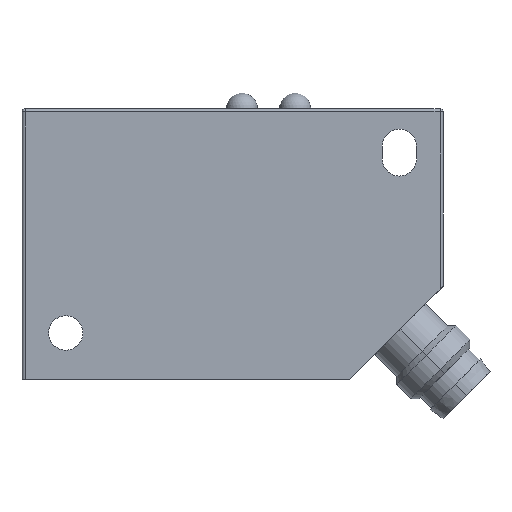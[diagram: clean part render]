
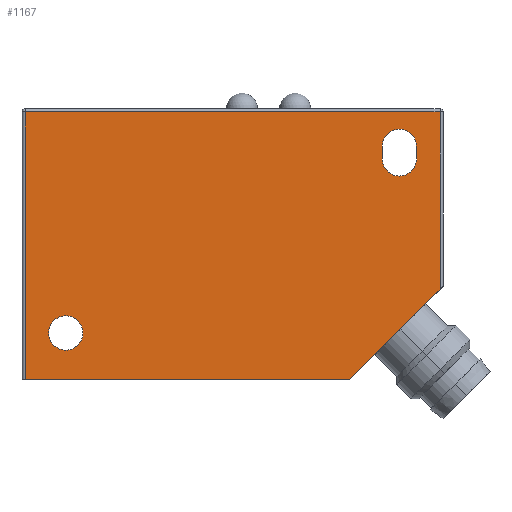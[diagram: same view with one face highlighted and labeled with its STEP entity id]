
A CAD part, left-side view. The second image highlights one B-rep face of the part: STEP entity #1167.
In plain terms, the highlighted planar face has unit normal (-1, 0, 0).
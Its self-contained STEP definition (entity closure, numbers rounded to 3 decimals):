
#15 = CARTESIAN_POINT ( 'NONE',  ( 0., -19.9, 0. ) ) ;
#59 = EDGE_CURVE ( 'NONE', #2472, #981, #2727, .T. ) ;
#113 = ORIENTED_EDGE ( 'NONE', *, *, #2046, .F. ) ;
#118 = CARTESIAN_POINT ( 'NONE',  ( 0., 16., -10.15 ) ) ;
#173 = EDGE_CURVE ( 'NONE', #3643, #1603, #3953, .T. ) ;
#177 = CARTESIAN_POINT ( 'NONE',  ( 0., -11.2, -13. ) ) ;
#198 = CIRCLE ( 'NONE', #3930, 1.65 ) ;
#222 = LINE ( 'NONE', #2842, #4165 ) ;
#263 = CARTESIAN_POINT ( 'NONE',  ( 0., 16., -8.5 ) ) ;
#399 = ORIENTED_EDGE ( 'NONE', *, *, #1183, .F. ) ;
#400 = DIRECTION ( 'NONE',  ( 0., 0., 1. ) ) ;
#471 = DIRECTION ( 'NONE',  ( -1., 0., 0. ) ) ;
#547 = CARTESIAN_POINT ( 'NONE',  ( 0., -16., 8.2 ) ) ;
#574 = FACE_OUTER_BOUND ( 'NONE', #3538, .T. ) ;
#681 = DIRECTION ( 'NONE',  ( 0., 1., 0. ) ) ;
#709 = CARTESIAN_POINT ( 'NONE',  ( 0., 19.9, -13. ) ) ;
#730 = ORIENTED_EDGE ( 'NONE', *, *, #3496, .F. ) ;
#756 = CIRCLE ( 'NONE', #2552, 1.65 ) ;
#790 = VERTEX_POINT ( 'NONE', #3890 ) ;
#847 = AXIS2_PLACEMENT_3D ( 'NONE', #547, #1619, #2283 ) ;
#850 = CARTESIAN_POINT ( 'NONE',  ( 0., -17.65, 9.4 ) ) ;
#859 = DIRECTION ( 'NONE',  ( 0., 0., -1. ) ) ;
#869 = EDGE_CURVE ( 'NONE', #2852, #3084, #4198, .T. ) ;
#909 = CARTESIAN_POINT ( 'NONE',  ( 0., 19.9, 0. ) ) ;
#940 = VERTEX_POINT ( 'NONE', #2970 ) ;
#981 = VERTEX_POINT ( 'NONE', #3733 ) ;
#1053 = ORIENTED_EDGE ( 'NONE', *, *, #59, .F. ) ;
#1061 = PLANE ( 'NONE',  #1168 ) ;
#1128 = EDGE_CURVE ( 'NONE', #1603, #2920, #1493, .T. ) ;
#1147 = CARTESIAN_POINT ( 'NONE',  ( 0., 16., -8.5 ) ) ;
#1160 = DIRECTION ( 'NONE',  ( 0., 0., -1. ) ) ;
#1167 = ADVANCED_FACE ( 'NONE', ( #2496, #4192, #574 ), #1061, .F. ) ;
#1168 = AXIS2_PLACEMENT_3D ( 'NONE', #2812, #3818, #1788 ) ;
#1183 = EDGE_CURVE ( 'NONE', #940, #790, #198, .T. ) ;
#1218 = DIRECTION ( 'NONE',  ( 0., 0., -1. ) ) ;
#1253 = ORIENTED_EDGE ( 'NONE', *, *, #869, .T. ) ;
#1282 = DIRECTION ( 'NONE',  ( 0., 0., -1. ) ) ;
#1321 = CIRCLE ( 'NONE', #847, 1.65 ) ;
#1354 = ORIENTED_EDGE ( 'NONE', *, *, #1128, .T. ) ;
#1462 = VECTOR ( 'NONE', #681, 1000. ) ;
#1493 = LINE ( 'NONE', #15, #2500 ) ;
#1507 = DIRECTION ( 'NONE',  ( 0., 0., 1. ) ) ;
#1586 = CARTESIAN_POINT ( 'NONE',  ( 0., -14.35, 9.4 ) ) ;
#1603 = VERTEX_POINT ( 'NONE', #3384 ) ;
#1619 = DIRECTION ( 'NONE',  ( -1., 0., 0. ) ) ;
#1645 = CARTESIAN_POINT ( 'NONE',  ( 0., -17.65, 8.2 ) ) ;
#1673 = CARTESIAN_POINT ( 'NONE',  ( 0., 0., 12.7 ) ) ;
#1682 = VERTEX_POINT ( 'NONE', #4128 ) ;
#1739 = CIRCLE ( 'NONE', #3810, 1.65 ) ;
#1788 = DIRECTION ( 'NONE',  ( 0., 0., -1. ) ) ;
#1800 = ORIENTED_EDGE ( 'NONE', *, *, #4168, .F. ) ;
#1860 = DIRECTION ( 'NONE',  ( 0., -0.707, 0.707 ) ) ;
#2039 = CARTESIAN_POINT ( 'NONE',  ( 0., -19.9, 12.7 ) ) ;
#2042 = LINE ( 'NONE', #850, #3901 ) ;
#2046 = EDGE_CURVE ( 'NONE', #981, #940, #3527, .T. ) ;
#2055 = EDGE_LOOP ( 'NONE', ( #3339, #730 ) ) ;
#2075 = ORIENTED_EDGE ( 'NONE', *, *, #2545, .F. ) ;
#2127 = DIRECTION ( 'NONE',  ( 0., 0., -1. ) ) ;
#2142 = CARTESIAN_POINT ( 'NONE',  ( 0., -16., 9.4 ) ) ;
#2283 = DIRECTION ( 'NONE',  ( 0., 0., -1. ) ) ;
#2472 = VERTEX_POINT ( 'NONE', #3745 ) ;
#2496 = FACE_BOUND ( 'NONE', #2055, .T. ) ;
#2500 = VECTOR ( 'NONE', #400, 1000. ) ;
#2545 = EDGE_CURVE ( 'NONE', #3643, #3084, #222, .T. ) ;
#2552 = AXIS2_PLACEMENT_3D ( 'NONE', #1147, #471, #1160 ) ;
#2616 = ORIENTED_EDGE ( 'NONE', *, *, #4337, .T. ) ;
#2727 = CIRCLE ( 'NONE', #3836, 1.65 ) ;
#2812 = CARTESIAN_POINT ( 'NONE',  ( 0., 0., 0. ) ) ;
#2827 = CARTESIAN_POINT ( 'NONE',  ( 0., -16., 8.2 ) ) ;
#2842 = CARTESIAN_POINT ( 'NONE',  ( 0., 20.2, -13. ) ) ;
#2845 = DIRECTION ( 'NONE',  ( -1., 0., 0. ) ) ;
#2852 = VERTEX_POINT ( 'NONE', #2990 ) ;
#2860 = ORIENTED_EDGE ( 'NONE', *, *, #173, .T. ) ;
#2862 = VERTEX_POINT ( 'NONE', #1645 ) ;
#2920 = VERTEX_POINT ( 'NONE', #2039 ) ;
#2952 = LINE ( 'NONE', #1673, #1462 ) ;
#2970 = CARTESIAN_POINT ( 'NONE',  ( 0., -14.35, 8.2 ) ) ;
#2990 = CARTESIAN_POINT ( 'NONE',  ( 0., 19.9, 12.7 ) ) ;
#3084 = VERTEX_POINT ( 'NONE', #709 ) ;
#3339 = ORIENTED_EDGE ( 'NONE', *, *, #4107, .F. ) ;
#3384 = CARTESIAN_POINT ( 'NONE',  ( 0., -19.9, -4.3 ) ) ;
#3446 = DIRECTION ( 'NONE',  ( -1., 0., 0. ) ) ;
#3479 = VECTOR ( 'NONE', #859, 1000. ) ;
#3483 = DIRECTION ( 'NONE',  ( -1., 0., 0. ) ) ;
#3496 = EDGE_CURVE ( 'NONE', #1682, #4081, #1739, .T. ) ;
#3508 = DIRECTION ( 'NONE',  ( 0., 1., 0. ) ) ;
#3527 = LINE ( 'NONE', #1586, #3479 ) ;
#3538 = EDGE_LOOP ( 'NONE', ( #2860, #1354, #2616, #1253, #2075 ) ) ;
#3616 = VECTOR ( 'NONE', #1218, 1000. ) ;
#3643 = VERTEX_POINT ( 'NONE', #3916 ) ;
#3679 = EDGE_CURVE ( 'NONE', #2862, #2472, #2042, .T. ) ;
#3733 = CARTESIAN_POINT ( 'NONE',  ( 0., -14.35, 9.4 ) ) ;
#3734 = VECTOR ( 'NONE', #1860, 1000. ) ;
#3745 = CARTESIAN_POINT ( 'NONE',  ( 0., -17.65, 9.4 ) ) ;
#3810 = AXIS2_PLACEMENT_3D ( 'NONE', #263, #3446, #1282 ) ;
#3818 = DIRECTION ( 'NONE',  ( 1., 0., 0. ) ) ;
#3836 = AXIS2_PLACEMENT_3D ( 'NONE', #2142, #3483, #3845 ) ;
#3845 = DIRECTION ( 'NONE',  ( 0., 0., -1. ) ) ;
#3890 = CARTESIAN_POINT ( 'NONE',  ( 0., -16., 6.55 ) ) ;
#3901 = VECTOR ( 'NONE', #1507, 1000. ) ;
#3916 = CARTESIAN_POINT ( 'NONE',  ( 0., -11.2, -13. ) ) ;
#3930 = AXIS2_PLACEMENT_3D ( 'NONE', #2827, #2845, #2127 ) ;
#3953 = LINE ( 'NONE', #177, #3734 ) ;
#4029 = ORIENTED_EDGE ( 'NONE', *, *, #3679, .F. ) ;
#4081 = VERTEX_POINT ( 'NONE', #118 ) ;
#4106 = EDGE_LOOP ( 'NONE', ( #113, #1053, #4029, #1800, #399 ) ) ;
#4107 = EDGE_CURVE ( 'NONE', #4081, #1682, #756, .T. ) ;
#4128 = CARTESIAN_POINT ( 'NONE',  ( 0., 16., -6.85 ) ) ;
#4165 = VECTOR ( 'NONE', #3508, 1000. ) ;
#4168 = EDGE_CURVE ( 'NONE', #790, #2862, #1321, .T. ) ;
#4192 = FACE_BOUND ( 'NONE', #4106, .T. ) ;
#4198 = LINE ( 'NONE', #909, #3616 ) ;
#4337 = EDGE_CURVE ( 'NONE', #2920, #2852, #2952, .T. ) ;
